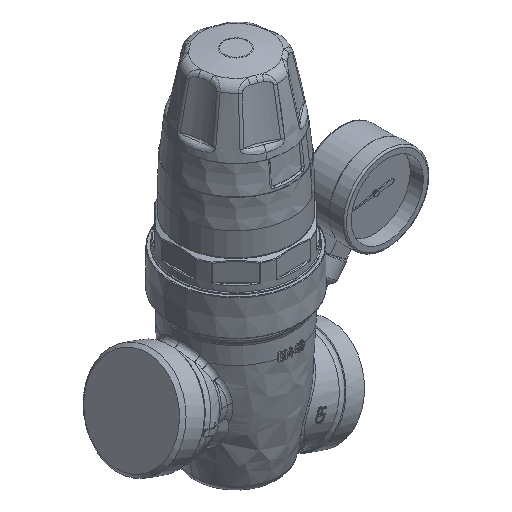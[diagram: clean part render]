
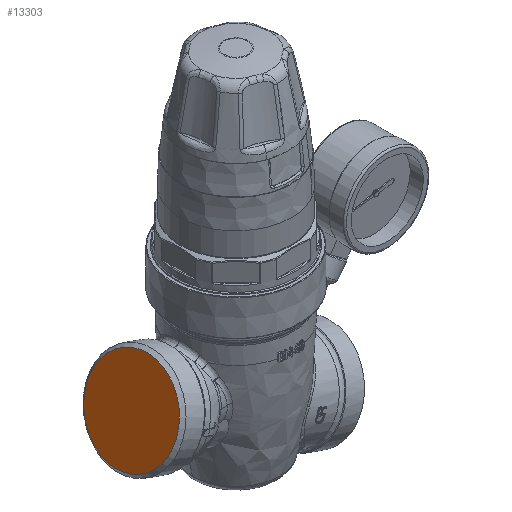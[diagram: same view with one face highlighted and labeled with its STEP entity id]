
A CAD part, isometric view. The second image highlights one B-rep face of the part: STEP entity #13303.
In plain terms, the highlighted planar face has unit normal (-0.94, 0, 0.342).
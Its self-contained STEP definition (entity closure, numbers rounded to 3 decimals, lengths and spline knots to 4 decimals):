
#1415=PLANE('',#14130);
#1833=FACE_OUTER_BOUND('',#2592,.T.);
#2592=EDGE_LOOP('',(#8657));
#4358=CIRCLE('',#14131,1.0906);
#5014=VERTEX_POINT('',#21786);
#6436=EDGE_CURVE('',#5014,#5014,#4358,.T.);
#8657=ORIENTED_EDGE('',*,*,#6436,.T.);
#13303=ADVANCED_FACE('',(#1833),#1415,.T.);
#14130=AXIS2_PLACEMENT_3D('',#21785,#15474,#15475);
#14131=AXIS2_PLACEMENT_3D('',#21787,#15476,#15477);
#15474=DIRECTION('center_axis',(-0.94,0.,
0.342));
#15475=DIRECTION('ref_axis',(0.342,0.,0.94));
#15476=DIRECTION('center_axis',(-0.94,0.,
0.342));
#15477=DIRECTION('ref_axis',(0.,1.,0.));
#21785=CARTESIAN_POINT('Origin',(-2.1352,0.,
1.138));
#21786=CARTESIAN_POINT('',(-2.8356,-0.5228,-0.7861));
#21787=CARTESIAN_POINT('Origin',(-2.5082,0.,
0.1132));
